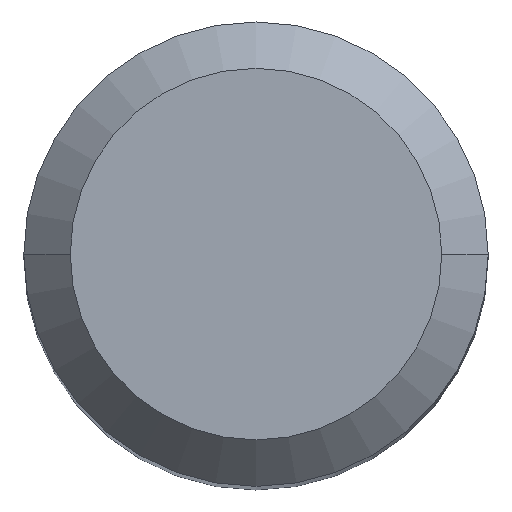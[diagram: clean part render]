
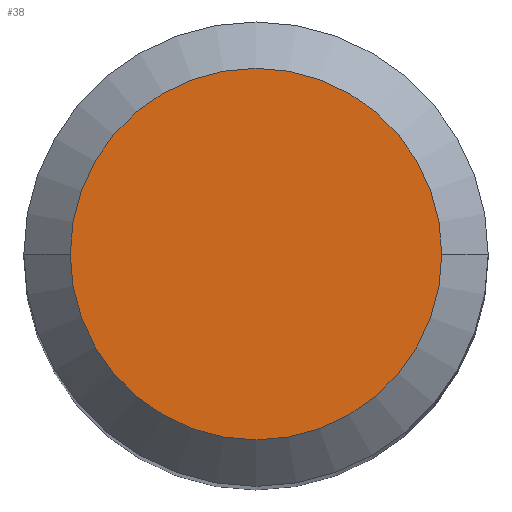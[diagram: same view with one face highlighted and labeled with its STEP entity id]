
A CAD part, top view. The second image highlights one B-rep face of the part: STEP entity #38.
In plain terms, the highlighted planar face has unit normal (0, 0, 1).
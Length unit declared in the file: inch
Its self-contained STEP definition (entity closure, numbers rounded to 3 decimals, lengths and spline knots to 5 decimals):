
#19 = CARTESIAN_POINT ( 'NONE',  ( 0., 0., 0. ) ) ;
#32 = DIRECTION ( 'NONE',  ( 1., 0., 0. ) ) ;
#38 = ADVANCED_FACE ( 'NONE', ( #181 ), #394, .F. ) ;
#86 = AXIS2_PLACEMENT_3D ( 'NONE', #19, #477, #137 ) ;
#137 = DIRECTION ( 'NONE',  ( 1., 0., 0. ) ) ;
#138 = CARTESIAN_POINT ( 'NONE',  ( -0.126, 0., 0. ) ) ;
#143 = DIRECTION ( 'NONE',  ( -1., 0., 0. ) ) ;
#181 = FACE_OUTER_BOUND ( 'NONE', #489, .T. ) ;
#185 = EDGE_CURVE ( 'NONE', #420, #317, #266, .T. ) ;
#198 = AXIS2_PLACEMENT_3D ( 'NONE', #357, #295, #143 ) ;
#241 = AXIS2_PLACEMENT_3D ( 'NONE', #448, #455, #32 ) ;
#266 = CIRCLE ( 'NONE', #241, 0.126 ) ;
#285 = CIRCLE ( 'NONE', #86, 0.126 ) ;
#295 = DIRECTION ( 'NONE',  ( 0., 0., -1. ) ) ;
#317 = VERTEX_POINT ( 'NONE', #138 ) ;
#357 = CARTESIAN_POINT ( 'NONE',  ( 0., 0., 0. ) ) ;
#358 = ORIENTED_EDGE ( 'NONE', *, *, #185, .T. ) ;
#384 = EDGE_CURVE ( 'NONE', #317, #420, #285, .T. ) ;
#394 = PLANE ( 'NONE',  #198 ) ;
#413 = ORIENTED_EDGE ( 'NONE', *, *, #384, .T. ) ;
#416 = CARTESIAN_POINT ( 'NONE',  ( 0.126, 0., 0. ) ) ;
#420 = VERTEX_POINT ( 'NONE', #416 ) ;
#448 = CARTESIAN_POINT ( 'NONE',  ( 0., 0., 0. ) ) ;
#455 = DIRECTION ( 'NONE',  ( 0., 0., 1. ) ) ;
#477 = DIRECTION ( 'NONE',  ( 0., 0., 1. ) ) ;
#489 = EDGE_LOOP ( 'NONE', ( #413, #358 ) ) ;
